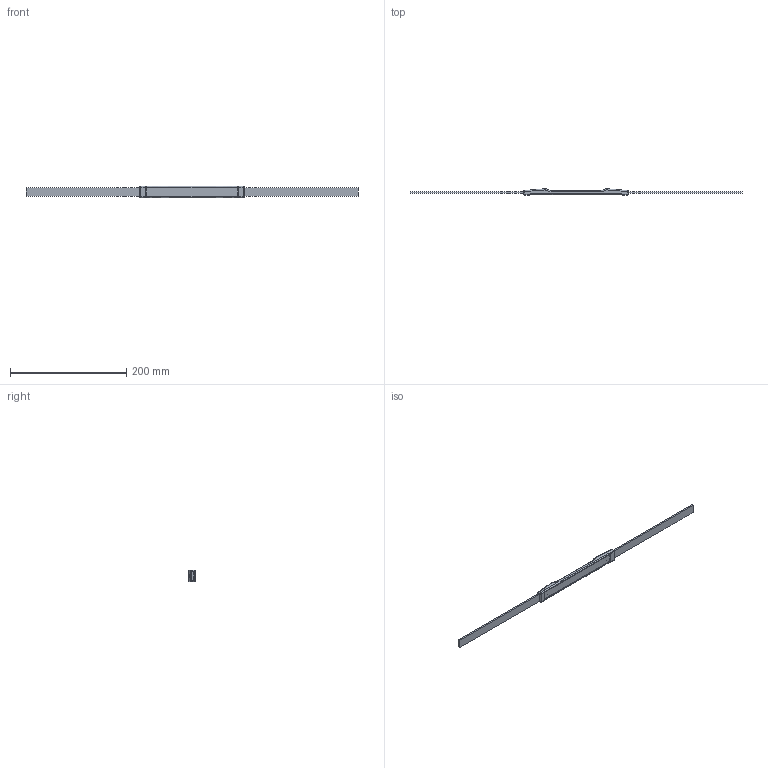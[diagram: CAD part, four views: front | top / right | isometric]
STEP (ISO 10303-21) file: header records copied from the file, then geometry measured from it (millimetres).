
FILE_DESCRIPTION((''),'2;1');
FILE_NAME('','2005-10-12T14:10:18',(''),(''),'','CADfix','');
FILE_SCHEMA(('AUTOMOTIVE_DESIGN'));
Length unit declared in the file: millimetre
Products named in the file (3): pull; grip; THA_224_1F_24420_36
Assembly tree (2 placements, depth 2):
  THA_224_1F_24420_36
    pull
    grip
Bounding box: 570 x 10.98 x 20 mm (x, y, z)
Volume: 43953.8 mm3; surface area: 36915.7 mm2
Topology: 2 solids, 2 shells, 74 faces, 190 edges, 120 vertices
Faces by surface type: bspline 74
Entity records: 2303 total; most frequent: CARTESIAN_POINT 1169, ORIENTED_EDGE 380, EDGE_CURVE 190, VERTEX_POINT 120, QUASI_UNIFORM_CURVE 98, EDGE_LOOP 84, FACE_OUTER_BOUND 74, ADVANCED_FACE 74
